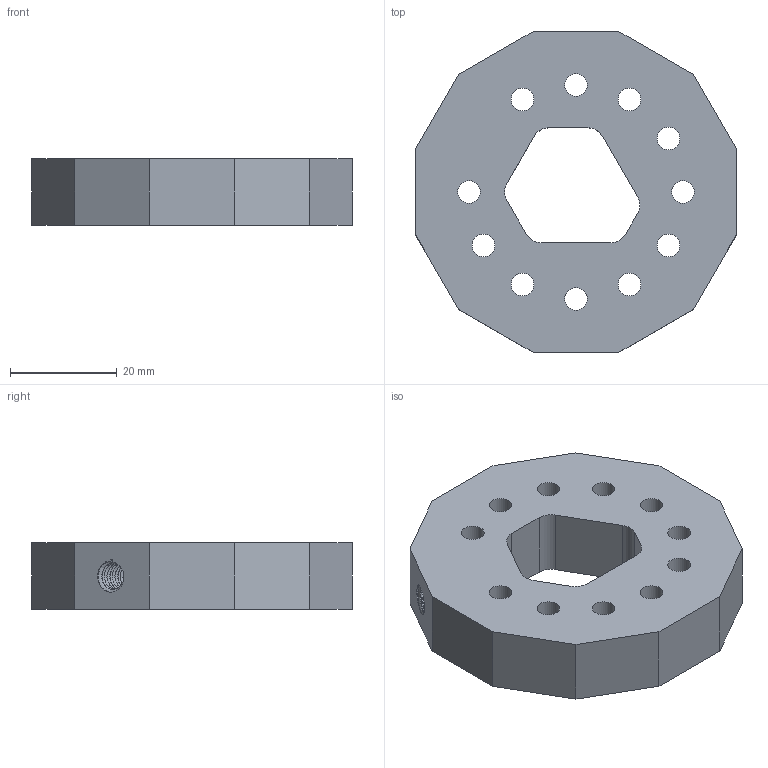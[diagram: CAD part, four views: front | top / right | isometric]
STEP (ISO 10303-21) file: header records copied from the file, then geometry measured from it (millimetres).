
FILE_DESCRIPTION(/* description */ (''),/* implementation_level */ '2;1');
FILE_NAME(/* name */ 'TKP MOUNT 092018 v3.step',/* time_stamp */ '2018-10-24T09:10:47-04:00',/* author */ ('akhlut'),/* organization */ (''),/* preprocessor_version */ 'ST-DEVELOPER v17.2',/* originating_system */ 'Autodesk Translation Framework v7.6.0.251',/* authorisation */ '');
FILE_SCHEMA (('AUTOMOTIVE_DESIGN { 1 0 10303 214 3 1 1 }'));
Length unit declared in the file: millimetre
Products named in the file (2): TKP MOUNT 092018; Component2
Assembly tree (1 placements, depth 2):
  TKP MOUNT 092018
    Component2
Bounding box: 60 x 60 x 12.5 mm (x, y, z)
Volume: 28681.1 mm3; surface area: 10392 mm2
Topology: 1 solids, 1 shells, 89 faces, 236 edges, 149 vertices
Faces by surface type: cylinder 67, plane 20, bspline 2
Full cylindrical faces by diameter (mm): 4.25 x11, 5.035 x24, 6.147 x23
Entity records: 5094 total; most frequent: CARTESIAN_POINT 2922, ORIENTED_EDGE 472, DIRECTION 375, EDGE_CURVE 236, VERTEX_POINT 149, AXIS2_PLACEMENT_3D 128, LINE 119, VECTOR 119
